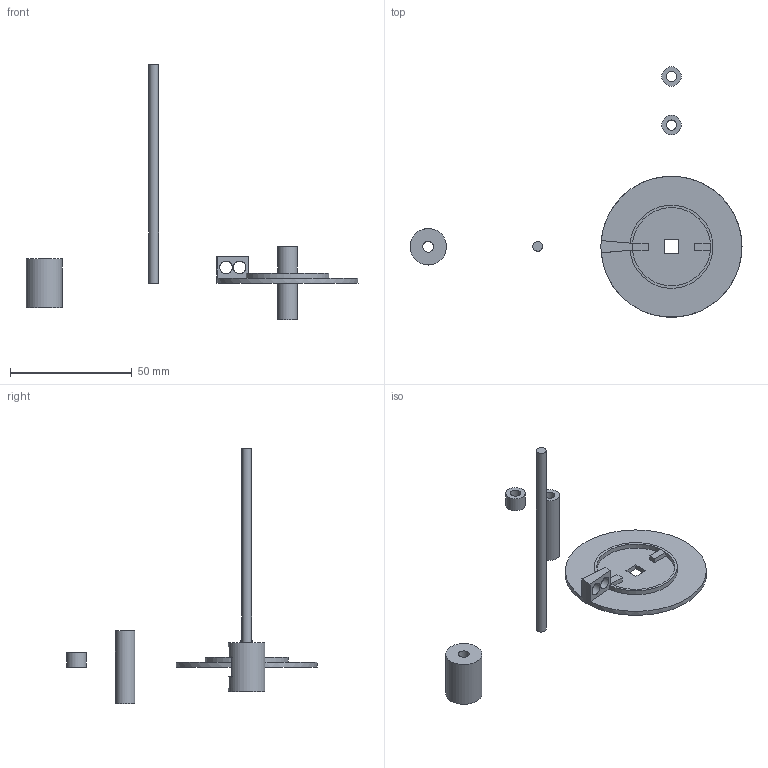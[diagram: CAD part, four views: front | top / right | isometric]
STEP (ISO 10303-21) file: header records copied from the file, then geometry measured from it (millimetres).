
FILE_DESCRIPTION(/* description */ (''),/* implementation_level */ '2;1');
FILE_NAME(/* name */ 'Axe v21.stp',/* time_stamp */ '2020-12-05T17:54:09+01:00',/* author */ (''),/* organization */ (''),/* preprocessor_version */ 'ST-DEVELOPER v18.1',/* originating_system */ 'Autodesk Translation Framework v9.3.0.1241',/* authorisation */ '');
FILE_SCHEMA (('AUTOMOTIVE_DESIGN { 1 0 10303 214 3 1 1 }'));
Length unit declared in the file: millimetre
Products named in the file (5): Axe; Bague Sup; Connexion_Moteur; Tige_Filtée_4; Entretoise M4
Assembly tree (4 placements, depth 2):
  Axe
    Bague Sup
    Connexion_Moteur
    Tige_Filtée_4
    Entretoise M4
Bounding box: 136.5 x 103 x 105 mm (x, y, z)
Volume: 10685.6 mm3; surface area: 10919.5 mm2
Topology: 5 solids, 5 shells, 65 faces, 143 edges, 86 vertices
Faces by surface type: plane 48, cylinder 17
Full cylindrical faces by diameter (mm): 4 x1, 4.2 x2, 4.5 x2, 5.2 x2, 8 x2, 15 x1, 58 x1
Entity records: 1953 total; most frequent: DIRECTION 331, CARTESIAN_POINT 303, ORIENTED_EDGE 286, EDGE_CURVE 143, AXIS2_PLACEMENT_3D 114, LINE 103, VECTOR 103, VERTEX_POINT 86
